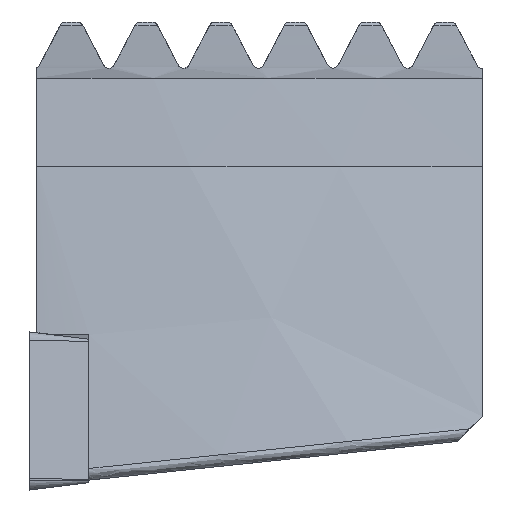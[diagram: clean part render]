
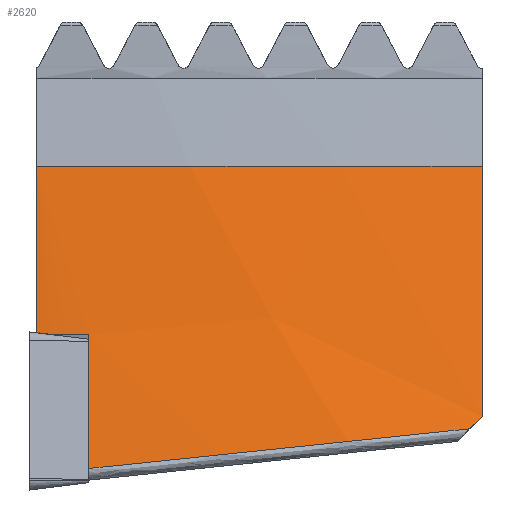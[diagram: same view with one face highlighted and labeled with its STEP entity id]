
A CAD part, left-side view. The second image highlights one B-rep face of the part: STEP entity #2620.
In plain terms, the highlighted conical face has half-angle 10 degrees and reference radius 82.31 mm.
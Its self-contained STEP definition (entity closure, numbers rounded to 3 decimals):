
#1322=VERTEX_POINT('NONE',#3843);
#1982=EDGE_CURVE('NONE',#1322,#2880,#4554,.F.);
#2040=VERTEX_POINT('NONE',#4618);
#2134=VERTEX_POINT('NONE',#4718);
#2430=EDGE_CURVE('NONE',#2040,#3294,#5045,.T.);
#2586=VERTEX_POINT('NONE',#5219);
#2620=ADVANCED_FACE('NONE',(#5257),#5258,.T.);
#2712=VERTEX_POINT('NONE',#5357);
#2880=VERTEX_POINT('NONE',#5544);
#3292=EDGE_CURVE('NONE',#2586,#1322,#5992,.T.);
#3294=VERTEX_POINT('NONE',#5994);
#3326=EDGE_CURVE('NONE',#2040,#3476,#6029,.T.);
#3350=EDGE_CURVE('NONE',#2586,#2134,#6054,.T.);
#3476=VERTEX_POINT('NONE',#6193);
#3526=EDGE_CURVE('NONE',#3476,#2712,#6248,.T.);
#3644=EDGE_CURVE('NONE',#2712,#2880,#6379,.T.);
#3780=EDGE_CURVE('NONE',#3294,#2134,#6533,.F.);
#3843=CARTESIAN_POINT('',(9.56,-36.36,5.903));
#4554=ELLIPSE('',#7856,134.575,93.668);
#4618=CARTESIAN_POINT('',(2.822,-2.06,12.465));
#4718=CARTESIAN_POINT('',(5.191,-0.56,25.993));
#5045=ELLIPSE('',#8889,85.243,84.678);
#5219=CARTESIAN_POINT('',(13.481,-36.36,25.993));
#5257=FACE_OUTER_BOUND('',#9257,.T.);
#5258=CONICAL_SURFACE('',#9258,82.31,0.175);
#5357=CARTESIAN_POINT('',(1.024,-4.76,1.731));
#5544=CARTESIAN_POINT('',(8.924,-35.376,4.919));
#5992=(B_SPLINE_CURVE(2,(#10416,#10417,#10418),.UNSPECIFIED.,.F.,.F.)B_SPLINE_CURVE_WITH_KNOTS((3,3),(1.323,21.791),.UNSPECIFIED.)RATIONAL_B_SPLINE_CURVE((1.,1.,1.))BOUNDED_CURVE()REPRESENTATION_ITEM('')GEOMETRIC_REPRESENTATION_ITEM()CURVE());
#5994=CARTESIAN_POINT('',(2.835,-0.56,12.636));
#6029=CIRCLE('',#10491,84.695);
#6054=CIRCLE('',#10534,82.31);
#6193=CARTESIAN_POINT('',(2.919,-4.76,12.465));
#6248=(B_SPLINE_CURVE(2,(#10919,#10920,#10921),.UNSPECIFIED.,.F.,.F.)B_SPLINE_CURVE_WITH_KNOTS((3,3),(1.298,12.199),.UNSPECIFIED.)RATIONAL_B_SPLINE_CURVE((1.,1.,1.))BOUNDED_CURVE()REPRESENTATION_ITEM('')GEOMETRIC_REPRESENTATION_ITEM()CURVE());
#6379=B_SPLINE_CURVE_WITH_KNOTS('',3,(#11170,#11171,#11172,#11173,#11174,#11175,#11176,#11177),.UNSPECIFIED.,.F.,.F.,(4,2,2,4),(0.,0.008,0.016,0.032),.UNSPECIFIED.);
#6533=LINE('',#11379,#11380);
#7856=AXIS2_PLACEMENT_3D('',#12181,#12182,#12183);
#8889=AXIS2_PLACEMENT_3D('',#12715,#12716,#12717);
#9257=EDGE_LOOP('',(#12990,#12991,#12992,#12993,#12994,#12995,#12996,#12997));
#9258=AXIS2_PLACEMENT_3D('',#12998,#12999,#13000);
#10416=CARTESIAN_POINT('',(13.481,-36.36,25.993));
#10417=CARTESIAN_POINT('',(11.562,-36.36,16.207));
#10418=CARTESIAN_POINT('',(9.56,-36.36,5.903));
#10491=AXIS2_PLACEMENT_3D('',#13895,#13896,#13897);
#10534=AXIS2_PLACEMENT_3D('',#13921,#13922,#13923);
#10919=CARTESIAN_POINT('',(2.919,-4.76,12.465));
#10920=CARTESIAN_POINT('',(1.982,-4.76,7.157));
#10921=CARTESIAN_POINT('',(1.024,-4.76,1.731));
#11170=CARTESIAN_POINT('',(1.024,-4.76,1.731));
#11171=CARTESIAN_POINT('',(1.208,-7.421,2.008));
#11172=CARTESIAN_POINT('',(1.515,-10.07,2.284));
#11173=CARTESIAN_POINT('',(2.372,-15.336,2.832));
#11174=CARTESIAN_POINT('',(2.919,-17.93,3.102));
#11175=CARTESIAN_POINT('',(4.903,-25.599,3.901));
#11176=CARTESIAN_POINT('',(6.682,-30.563,4.418));
#11177=CARTESIAN_POINT('',(8.924,-35.376,4.919));
#11379=CARTESIAN_POINT('',(4.013,-0.56,19.315));
#11380=VECTOR('',#14516,1.0);
#12181=CARTESIAN_POINT('',(87.5,16.419,-46.876));
#12182=DIRECTION('',(0.,0.707,0.707));
#12183=DIRECTION('',(0.,-0.707,0.707));
#12715=CARTESIAN_POINT('',(87.5,-2.062,12.465));
#12716=DIRECTION('',(0.,0.113,-0.994));
#12717=DIRECTION('',(0.,-0.994,-0.113));
#12990=ORIENTED_EDGE('',*,*,#1982,.F.);
#12991=ORIENTED_EDGE('',*,*,#3292,.F.);
#12992=ORIENTED_EDGE('',*,*,#3350,.T.);
#12993=ORIENTED_EDGE('',*,*,#3780,.F.);
#12994=ORIENTED_EDGE('',*,*,#2430,.F.);
#12995=ORIENTED_EDGE('',*,*,#3326,.T.);
#12996=ORIENTED_EDGE('',*,*,#3526,.T.);
#12997=ORIENTED_EDGE('',*,*,#3644,.T.);
#12998=CARTESIAN_POINT('',(87.5,-0.36,25.993));
#12999=DIRECTION('',(0.,0.,-1.0));
#13000=DIRECTION('',(0.,1.0,0.));
#13895=CARTESIAN_POINT('',(87.5,-0.36,12.465));
#13896=DIRECTION('',(0.,0.,1.0));
#13897=DIRECTION('',(0.,1.0,0.));
#13921=CARTESIAN_POINT('',(87.5,-0.36,25.993));
#13922=DIRECTION('',(0.,0.,-1.0));
#13923=DIRECTION('',(0.,1.0,0.));
#14516=DIRECTION('',(-0.174,0.,-0.985));
